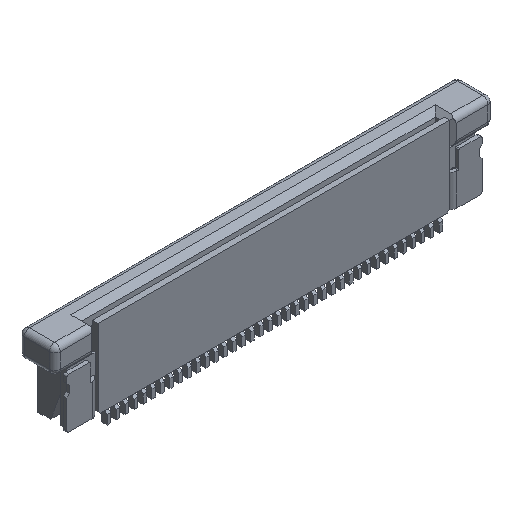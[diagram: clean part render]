
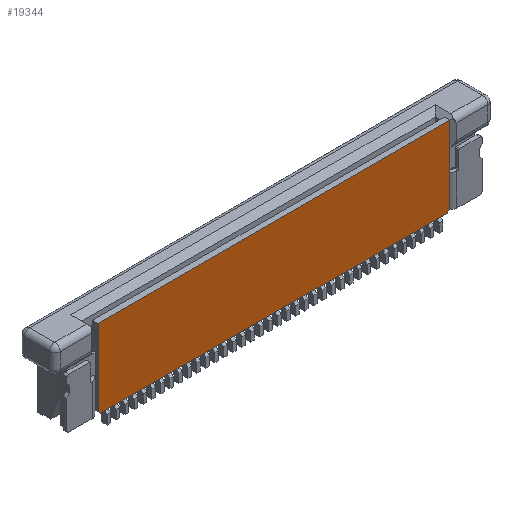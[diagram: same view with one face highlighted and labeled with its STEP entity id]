
A CAD part, isometric view. The second image highlights one B-rep face of the part: STEP entity #19344.
In plain terms, the highlighted planar face has unit normal (0, -1, 0).
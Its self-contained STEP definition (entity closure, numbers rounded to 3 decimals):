
#544=DIRECTION('',(1.,0.,0.));
#545=VECTOR('',#544,19.3);
#546=CARTESIAN_POINT('',(-9.65,-1.,-4.4));
#547=LINE('',#546,#545);
#1842=DIRECTION('',(0.,0.,-1.));
#1843=VECTOR('',#1842,4.26);
#1844=CARTESIAN_POINT('',(9.8,-1.,0.01));
#1845=LINE('',#1844,#1843);
#7038=DIRECTION('',(0.707,0.,-0.707));
#7039=VECTOR('',#7038,0.212);
#7040=CARTESIAN_POINT('',(-9.8,-1.,-4.25));
#7041=LINE('',#7040,#7039);
#7042=DIRECTION('',(0.,0.,-1.));
#7043=VECTOR('',#7042,4.26);
#7044=CARTESIAN_POINT('',(-9.8,-1.,0.01));
#7045=LINE('',#7044,#7043);
#7046=DIRECTION('',(1.,0.,0.));
#7047=VECTOR('',#7046,19.6);
#7048=CARTESIAN_POINT('',(-9.8,-1.,0.01));
#7049=LINE('',#7048,#7047);
#7050=DIRECTION('',(0.707,0.,0.707));
#7051=VECTOR('',#7050,0.212);
#7052=CARTESIAN_POINT('',(9.65,-1.,-4.4));
#7053=LINE('',#7052,#7051);
#7608=CARTESIAN_POINT('',(-9.8,-1.,0.01));
#7609=CARTESIAN_POINT('',(9.8,-1.,0.01));
#7610=VERTEX_POINT('',#7608);
#7611=VERTEX_POINT('',#7609);
#7650=CARTESIAN_POINT('',(-9.8,-1.,-4.25));
#7651=VERTEX_POINT('',#7650);
#7652=CARTESIAN_POINT('',(-9.65,-1.,-4.4));
#7653=VERTEX_POINT('',#7652);
#7654=CARTESIAN_POINT('',(9.65,-1.,-4.4));
#7655=CARTESIAN_POINT('',(9.8,-1.,-4.25));
#7656=VERTEX_POINT('',#7654);
#7657=VERTEX_POINT('',#7655);
#19330=CARTESIAN_POINT('',(9.65,-1.,-4.4));
#19331=DIRECTION('',(0.,-1.,0.));
#19332=DIRECTION('',(-1.,0.,0.));
#19333=AXIS2_PLACEMENT_3D('',#19330,#19331,#19332);
#19334=PLANE('',#19333);
#19335=ORIENTED_EDGE('',*,*,#10521,.F.);
#19336=ORIENTED_EDGE('',*,*,#10544,.F.);
#19337=ORIENTED_EDGE('',*,*,#19324,.T.);
#19338=ORIENTED_EDGE('',*,*,#11260,.T.);
#19340=ORIENTED_EDGE('',*,*,#19339,.F.);
#19341=ORIENTED_EDGE('',*,*,#10049,.F.);
#19342=EDGE_LOOP('',(#19335,#19336,#19337,#19338,#19340,#19341));
#19343=FACE_OUTER_BOUND('',#19342,.F.);
#10049=EDGE_CURVE('',#7653,#7656,#547,.T.);
#10521=EDGE_CURVE('',#7651,#7653,#7041,.T.);
#10544=EDGE_CURVE('',#7610,#7651,#7045,.T.);
#11260=EDGE_CURVE('',#7611,#7657,#1845,.T.);
#19324=EDGE_CURVE('',#7610,#7611,#7049,.T.);
#19339=EDGE_CURVE('',#7656,#7657,#7053,.T.);
#19344=ADVANCED_FACE('',(#19343),#19334,.T.);
